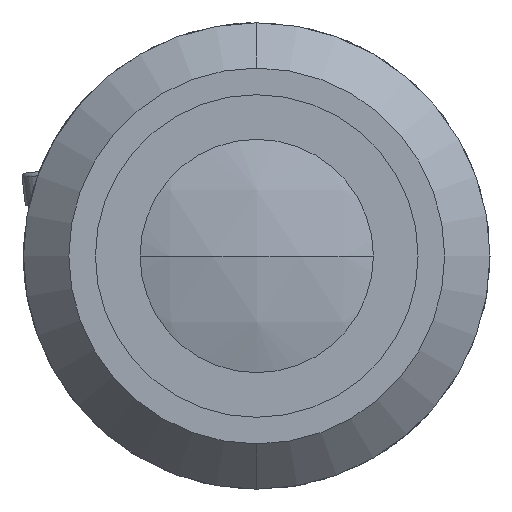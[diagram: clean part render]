
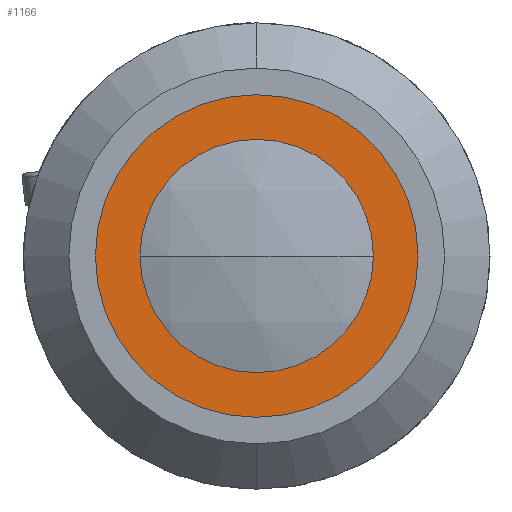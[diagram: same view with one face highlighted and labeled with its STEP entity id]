
A CAD part, left-side view. The second image highlights one B-rep face of the part: STEP entity #1166.
In plain terms, the highlighted planar face has unit normal (-1, 0, 0).
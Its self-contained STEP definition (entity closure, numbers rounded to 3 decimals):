
#211 = EDGE_CURVE ( 'NONE', #2908, #1845, #3135, .T. ) ;
#353 = EDGE_CURVE ( 'NONE', #1845, #2908, #2799, .T. ) ;
#394 = VERTEX_POINT ( 'NONE', #1678 ) ;
#484 = EDGE_LOOP ( 'NONE', ( #1549, #2256 ) ) ;
#602 = DIRECTION ( 'NONE',  ( -1., 0., 0. ) ) ;
#788 = DIRECTION ( 'NONE',  ( 1., 0., 0. ) ) ;
#811 = DIRECTION ( 'NONE',  ( -1., 0., 0. ) ) ;
#823 = DIRECTION ( 'NONE',  ( -1., 0., 0. ) ) ;
#1058 = FACE_OUTER_BOUND ( 'NONE', #2584, .T. ) ;
#1066 = CIRCLE ( 'NONE', #1458, 9. ) ;
#1097 = FACE_BOUND ( 'NONE', #484, .T. ) ;
#1166 = ADVANCED_FACE ( 'NONE', ( #1097, #1058 ), #2943, .F. ) ;
#1299 = CARTESIAN_POINT ( 'NONE',  ( 3.5, 0., 13.2 ) ) ;
#1418 = CIRCLE ( 'NONE', #1899, 9. ) ;
#1426 = AXIS2_PLACEMENT_3D ( 'NONE', #1884, #788, #2676 ) ;
#1458 = AXIS2_PLACEMENT_3D ( 'NONE', #2247, #602, #2520 ) ;
#1482 = DIRECTION ( 'NONE',  ( -1., 0., 0. ) ) ;
#1549 = ORIENTED_EDGE ( 'NONE', *, *, #2997, .F. ) ;
#1678 = CARTESIAN_POINT ( 'NONE',  ( 3.5, 0., -9. ) ) ;
#1845 = VERTEX_POINT ( 'NONE', #2468 ) ;
#1884 = CARTESIAN_POINT ( 'NONE',  ( 3.5, 13.2, 0. ) ) ;
#1899 = AXIS2_PLACEMENT_3D ( 'NONE', #2450, #823, #2717 ) ;
#2247 = CARTESIAN_POINT ( 'NONE',  ( 3.5, 0., 0. ) ) ;
#2256 = ORIENTED_EDGE ( 'NONE', *, *, #3111, .F. ) ;
#2360 = VERTEX_POINT ( 'NONE', #2412 ) ;
#2412 = CARTESIAN_POINT ( 'NONE',  ( 3.5, 0., 9. ) ) ;
#2433 = AXIS2_PLACEMENT_3D ( 'NONE', #2438, #811, #2700 ) ;
#2438 = CARTESIAN_POINT ( 'NONE',  ( 3.5, 0., 0. ) ) ;
#2450 = CARTESIAN_POINT ( 'NONE',  ( 3.5, 0., 0. ) ) ;
#2468 = CARTESIAN_POINT ( 'NONE',  ( 3.5, 0., -13.2 ) ) ;
#2520 = DIRECTION ( 'NONE',  ( 0., 0., 1. ) ) ;
#2584 = EDGE_LOOP ( 'NONE', ( #2793, #3474 ) ) ;
#2629 = AXIS2_PLACEMENT_3D ( 'NONE', #3092, #1482, #3346 ) ;
#2676 = DIRECTION ( 'NONE',  ( 0., 0., -1. ) ) ;
#2700 = DIRECTION ( 'NONE',  ( 0., 0., 1. ) ) ;
#2717 = DIRECTION ( 'NONE',  ( 0., 0., 1. ) ) ;
#2793 = ORIENTED_EDGE ( 'NONE', *, *, #211, .T. ) ;
#2799 = CIRCLE ( 'NONE', #2433, 13.2 ) ;
#2908 = VERTEX_POINT ( 'NONE', #1299 ) ;
#2943 = PLANE ( 'NONE',  #1426 ) ;
#2997 = EDGE_CURVE ( 'NONE', #2360, #394, #1418, .T. ) ;
#3092 = CARTESIAN_POINT ( 'NONE',  ( 3.5, 0., 0. ) ) ;
#3111 = EDGE_CURVE ( 'NONE', #394, #2360, #1066, .T. ) ;
#3135 = CIRCLE ( 'NONE', #2629, 13.2 ) ;
#3346 = DIRECTION ( 'NONE',  ( 0., 0., 1. ) ) ;
#3474 = ORIENTED_EDGE ( 'NONE', *, *, #353, .T. ) ;
